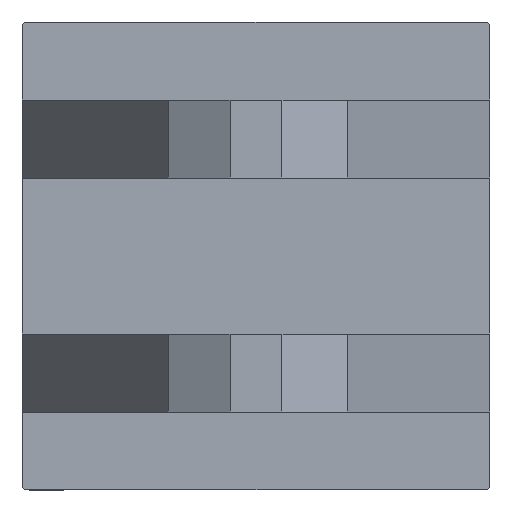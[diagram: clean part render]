
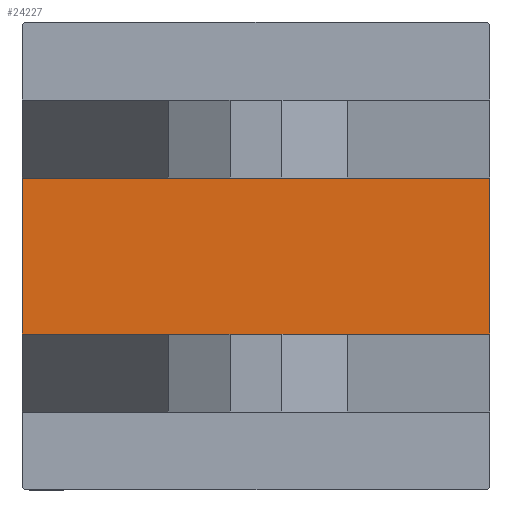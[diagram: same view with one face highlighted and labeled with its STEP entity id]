
A CAD part, left-side view. The second image highlights one B-rep face of the part: STEP entity #24227.
In plain terms, the highlighted planar face has unit normal (-1, 0, 0).
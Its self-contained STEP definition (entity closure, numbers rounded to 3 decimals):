
#496 = VERTEX_POINT ( 'NONE', #1645 ) ;
#1645 = CARTESIAN_POINT ( 'NONE',  ( 0., 15., -45. ) ) ;
#1795 = PLANE ( 'NONE',  #46353 ) ;
#3314 = EDGE_CURVE ( 'NONE', #3536, #496, #15651, .T. ) ;
#3536 = VERTEX_POINT ( 'NONE', #50648 ) ;
#5867 = CARTESIAN_POINT ( 'NONE',  ( 0., 45., 45. ) ) ;
#7497 = VECTOR ( 'NONE', #26677, 1000. ) ;
#7815 = EDGE_CURVE ( 'NONE', #31635, #30966, #26902, .T. ) ;
#9061 = FACE_OUTER_BOUND ( 'NONE', #19891, .T. ) ;
#10237 = CARTESIAN_POINT ( 'NONE',  ( 0., -15., 45. ) ) ;
#12513 = CARTESIAN_POINT ( 'NONE',  ( 0., -15., -45. ) ) ;
#12580 = CARTESIAN_POINT ( 'NONE',  ( 0., 45., -45. ) ) ;
#15651 = LINE ( 'NONE', #47377, #30077 ) ;
#17390 = DIRECTION ( 'NONE',  ( 0., 0., 1. ) ) ;
#19891 = EDGE_LOOP ( 'NONE', ( #42267, #35400, #25890, #35529 ) ) ;
#21296 = CARTESIAN_POINT ( 'NONE',  ( 0., 0., 0. ) ) ;
#22774 = LINE ( 'NONE', #5867, #7497 ) ;
#24227 = ADVANCED_FACE ( 'NONE', ( #9061 ), #1795, .T. ) ;
#25890 = ORIENTED_EDGE ( 'NONE', *, *, #30348, .F. ) ;
#26677 = DIRECTION ( 'NONE',  ( 0., -1., 0. ) ) ;
#26902 = LINE ( 'NONE', #39802, #41862 ) ;
#27617 = DIRECTION ( 'NONE',  ( 0., 0., -1. ) ) ;
#30077 = VECTOR ( 'NONE', #27617, 1000. ) ;
#30348 = EDGE_CURVE ( 'NONE', #3536, #31635, #22774, .T. ) ;
#30545 = DIRECTION ( 'NONE',  ( 0., 0., -1. ) ) ;
#30671 = EDGE_CURVE ( 'NONE', #496, #30966, #44824, .T. ) ;
#30966 = VERTEX_POINT ( 'NONE', #12513 ) ;
#31635 = VERTEX_POINT ( 'NONE', #10237 ) ;
#34089 = VECTOR ( 'NONE', #40412, 1000. ) ;
#35400 = ORIENTED_EDGE ( 'NONE', *, *, #7815, .F. ) ;
#35529 = ORIENTED_EDGE ( 'NONE', *, *, #3314, .T. ) ;
#39802 = CARTESIAN_POINT ( 'NONE',  ( 0., -15., 45. ) ) ;
#40412 = DIRECTION ( 'NONE',  ( 0., -1., 0. ) ) ;
#41862 = VECTOR ( 'NONE', #30545, 1000. ) ;
#42267 = ORIENTED_EDGE ( 'NONE', *, *, #30671, .T. ) ;
#44824 = LINE ( 'NONE', #12580, #34089 ) ;
#45219 = DIRECTION ( 'NONE',  ( -1., 0., 0. ) ) ;
#46353 = AXIS2_PLACEMENT_3D ( 'NONE', #21296, #45219, #17390 ) ;
#47377 = CARTESIAN_POINT ( 'NONE',  ( 0., 15., 45. ) ) ;
#50648 = CARTESIAN_POINT ( 'NONE',  ( 0., 15., 45. ) ) ;
